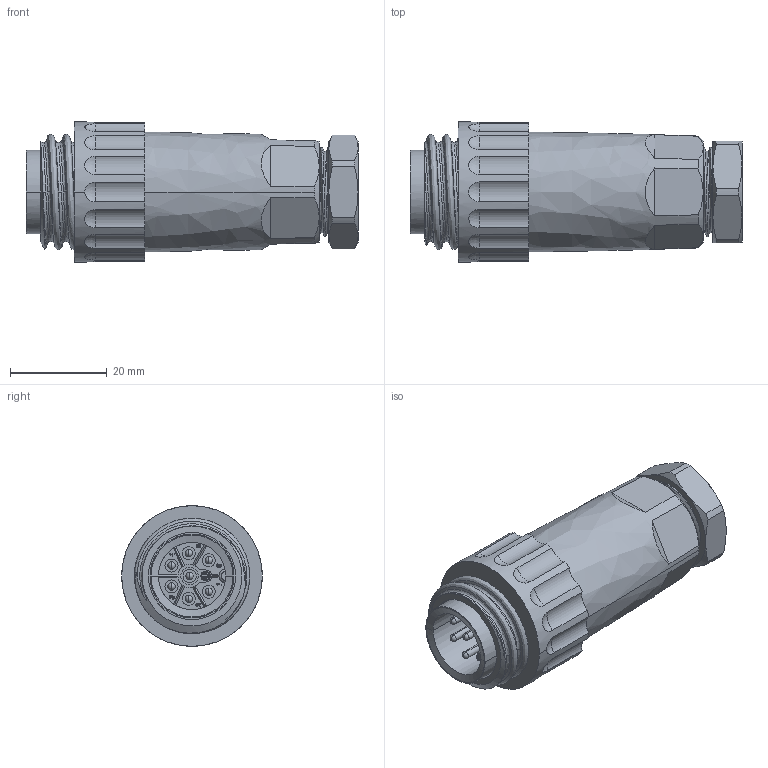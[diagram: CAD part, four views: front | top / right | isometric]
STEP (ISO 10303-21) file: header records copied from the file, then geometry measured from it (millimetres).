
FILE_DESCRIPTION((''),'2;1');
FILE_NAME('WA22J7TE1','2016-12-14T',('Administrator'),(''),'PRO/ENGINEER BY PARAMETRIC TECHNOLOGY CORPORATION, 2015240','PRO/ENGINEER BY PARAMETRIC TECHNOLOGY CORPORATION, 2015240','');
FILE_SCHEMA(('CONFIG_CONTROL_DESIGN'));
Length unit declared in the file: millimetre
Products named in the file (1): WA22J7TE1
Bounding box: 68.5 x 29 x 29 mm (x, y, z)
Volume: 27154 mm3; surface area: 12154.2 mm2
Topology: 1 solids, 1 shells, 430 faces, 1177 edges, 773 vertices
Faces by surface type: plane 156, cylinder 115, extrusion 79, sphere 30, cone 24, bspline 23, torus 3
Entity records: 18186 total; most frequent: CARTESIAN_POINT 7769, ORIENTED_EDGE 2326, DIRECTION 1862, EDGE_CURVE 1163, VERTEX_POINT 773, AXIS2_PLACEMENT_3D 651, VECTOR 560, LINE 481
